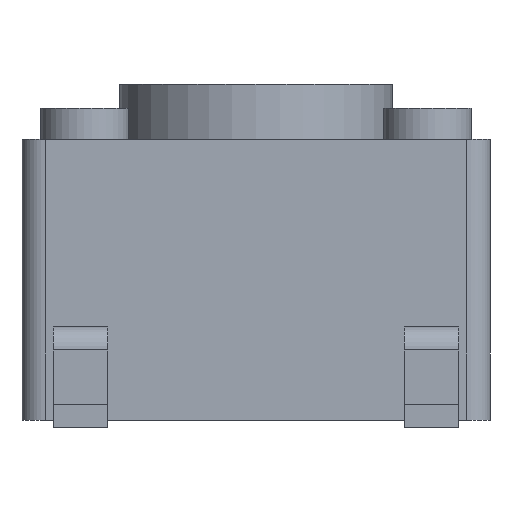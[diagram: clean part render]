
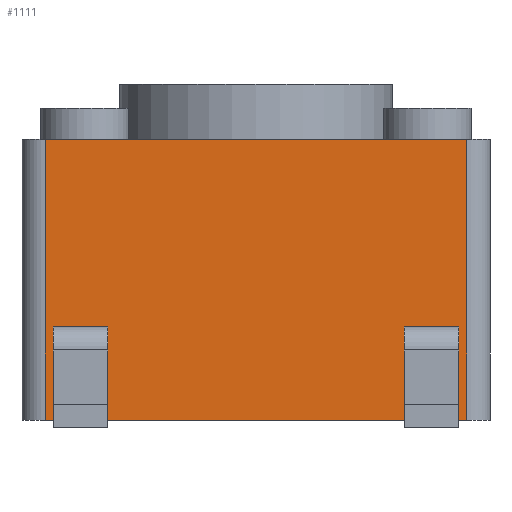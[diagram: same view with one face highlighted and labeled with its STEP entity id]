
A CAD part, front view. The second image highlights one B-rep face of the part: STEP entity #1111.
In plain terms, the highlighted planar face has unit normal (0, -1, 0).
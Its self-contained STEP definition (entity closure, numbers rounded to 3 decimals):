
#38=FACE_BOUND('',#120,.T.);
#39=FACE_BOUND('',#121,.T.);
#48=FACE_OUTER_BOUND('',#119,.T.);
#119=EDGE_LOOP('',(#775,#776,#777,#778));
#120=EDGE_LOOP('',(#779,#780,#781,#782));
#121=EDGE_LOOP('',(#783,#784,#785,#786));
#180=LINE('',#1619,#305);
#181=LINE('',#1632,#306);
#199=LINE('',#1675,#324);
#200=LINE('',#1677,#325);
#201=LINE('',#1680,#326);
#202=LINE('',#1682,#327);
#203=LINE('',#1684,#328);
#204=LINE('',#1685,#329);
#205=LINE('',#1688,#330);
#206=LINE('',#1690,#331);
#207=LINE('',#1692,#332);
#208=LINE('',#1693,#333);
#305=VECTOR('',#1294,5.4);
#306=VECTOR('',#1307,3.6);
#324=VECTOR('',#1345,3.6);
#325=VECTOR('',#1348,5.4);
#326=VECTOR('',#1349,0.3);
#327=VECTOR('',#1350,0.7);
#328=VECTOR('',#1351,0.3);
#329=VECTOR('',#1352,0.7);
#330=VECTOR('',#1353,0.3);
#331=VECTOR('',#1354,0.7);
#332=VECTOR('',#1355,0.3);
#333=VECTOR('',#1356,0.7);
#461=VERTEX_POINT('',#1604);
#468=VERTEX_POINT('',#1617);
#474=VERTEX_POINT('',#1631);
#489=VERTEX_POINT('',#1673);
#490=VERTEX_POINT('',#1678);
#491=VERTEX_POINT('',#1679);
#492=VERTEX_POINT('',#1681);
#493=VERTEX_POINT('',#1683);
#494=VERTEX_POINT('',#1686);
#495=VERTEX_POINT('',#1687);
#496=VERTEX_POINT('',#1689);
#497=VERTEX_POINT('',#1691);
#574=EDGE_CURVE('',#468,#461,#180,.T.);
#580=EDGE_CURVE('',#461,#474,#181,.T.);
#602=EDGE_CURVE('',#468,#489,#199,.T.);
#603=EDGE_CURVE('',#489,#474,#200,.T.);
#604=EDGE_CURVE('',#490,#491,#201,.T.);
#605=EDGE_CURVE('',#491,#492,#202,.T.);
#606=EDGE_CURVE('',#493,#492,#203,.T.);
#607=EDGE_CURVE('',#490,#493,#204,.T.);
#608=EDGE_CURVE('',#494,#495,#205,.T.);
#609=EDGE_CURVE('',#494,#496,#206,.T.);
#610=EDGE_CURVE('',#496,#497,#207,.T.);
#611=EDGE_CURVE('',#495,#497,#208,.T.);
#775=ORIENTED_EDGE('',*,*,#574,.F.);
#776=ORIENTED_EDGE('',*,*,#602,.T.);
#777=ORIENTED_EDGE('',*,*,#603,.T.);
#778=ORIENTED_EDGE('',*,*,#580,.F.);
#779=ORIENTED_EDGE('',*,*,#604,.T.);
#780=ORIENTED_EDGE('',*,*,#605,.T.);
#781=ORIENTED_EDGE('',*,*,#606,.F.);
#782=ORIENTED_EDGE('',*,*,#607,.F.);
#783=ORIENTED_EDGE('',*,*,#608,.F.);
#784=ORIENTED_EDGE('',*,*,#609,.T.);
#785=ORIENTED_EDGE('',*,*,#610,.T.);
#786=ORIENTED_EDGE('',*,*,#611,.F.);
#1048=PLANE('',#1202);
#1111=ADVANCED_FACE('',(#48,#38,#39),#1048,.T.);
#1202=AXIS2_PLACEMENT_3D('',#1676,#1346,#1347);
#1294=DIRECTION('',(1.,0.,0.));
#1307=DIRECTION('',(0.,0.,-1.));
#1345=DIRECTION('',(0.,0.,-1.));
#1346=DIRECTION('center_axis',(0.,-1.,0.));
#1347=DIRECTION('ref_axis',(1.,0.,0.));
#1348=DIRECTION('',(1.,0.,0.));
#1349=DIRECTION('',(0.,0.,1.));
#1350=DIRECTION('',(1.,0.,0.));
#1351=DIRECTION('',(0.,0.,1.));
#1352=DIRECTION('',(1.,0.,0.));
#1353=DIRECTION('',(0.,0.,1.));
#1354=DIRECTION('',(-1.,0.,0.));
#1355=DIRECTION('',(0.,0.,1.));
#1356=DIRECTION('',(-1.,0.,0.));
#1604=CARTESIAN_POINT('',(2.7,-3.,0.));
#1617=CARTESIAN_POINT('',(-2.7,-3.,0.));
#1619=CARTESIAN_POINT('',(-2.7,-3.,0.));
#1631=CARTESIAN_POINT('',(2.7,-3.,-3.6));
#1632=CARTESIAN_POINT('',(2.7,-3.,0.));
#1673=CARTESIAN_POINT('',(-2.7,-3.,-3.6));
#1675=CARTESIAN_POINT('',(-2.7,-3.,0.));
#1676=CARTESIAN_POINT('Origin',(-2.7,-3.,0.));
#1677=CARTESIAN_POINT('',(-2.7,-3.,-3.6));
#1678=CARTESIAN_POINT('',(1.9,-3.,-2.7));
#1679=CARTESIAN_POINT('',(1.9,-3.,-2.4));
#1680=CARTESIAN_POINT('',(1.9,-3.,-2.7));
#1681=CARTESIAN_POINT('',(2.6,-3.,-2.4));
#1682=CARTESIAN_POINT('',(1.9,-3.,-2.4));
#1683=CARTESIAN_POINT('',(2.6,-3.,-2.7));
#1684=CARTESIAN_POINT('',(2.6,-3.,-2.7));
#1685=CARTESIAN_POINT('',(1.9,-3.,-2.7));
#1686=CARTESIAN_POINT('',(-1.9,-3.,-2.7));
#1687=CARTESIAN_POINT('',(-1.9,-3.,-2.4));
#1688=CARTESIAN_POINT('',(-1.9,-3.,-2.7));
#1689=CARTESIAN_POINT('',(-2.6,-3.,-2.7));
#1690=CARTESIAN_POINT('',(-1.9,-3.,-2.7));
#1691=CARTESIAN_POINT('',(-2.6,-3.,-2.4));
#1692=CARTESIAN_POINT('',(-2.6,-3.,-2.7));
#1693=CARTESIAN_POINT('',(-1.9,-3.,-2.4));
